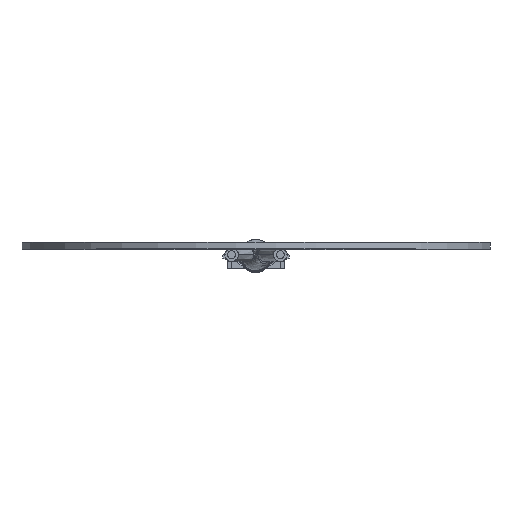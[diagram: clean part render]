
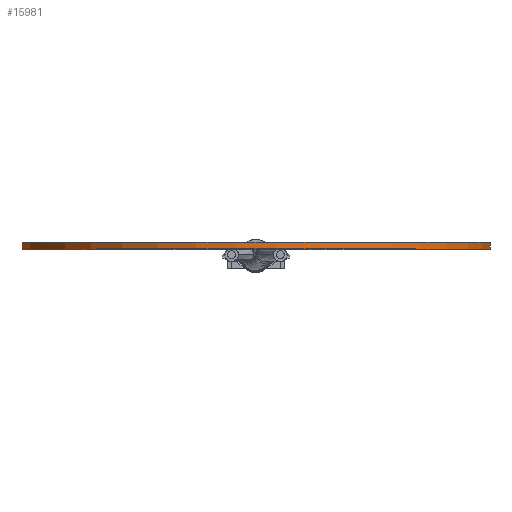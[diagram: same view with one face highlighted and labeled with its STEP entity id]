
A CAD part, top view. The second image highlights one B-rep face of the part: STEP entity #15981.
In plain terms, the highlighted cylindrical face has radius 12 mm (diameter 24 mm), a partial arc.
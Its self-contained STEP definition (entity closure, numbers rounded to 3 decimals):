
#287 = EDGE_LOOP ( 'NONE', ( #15875, #783, #13511, #19934 ) ) ;
#730 = DIRECTION ( 'NONE',  ( 0., 1., 0. ) ) ;
#783 = ORIENTED_EDGE ( 'NONE', *, *, #10569, .T. ) ;
#3043 = EDGE_CURVE ( 'NONE', #8536, #4181, #11519, .T. ) ;
#3103 = CARTESIAN_POINT ( 'NONE',  ( 0.654, 0.975, 117.119 ) ) ;
#3130 = AXIS2_PLACEMENT_3D ( 'NONE', #4392, #7776, #20023 ) ;
#4181 = VERTEX_POINT ( 'NONE', #4590 ) ;
#4392 = CARTESIAN_POINT ( 'NONE',  ( 0.654, 0.685, 117.119 ) ) ;
#4588 = DIRECTION ( 'NONE',  ( 0., 0., 1. ) ) ;
#4590 = CARTESIAN_POINT ( 'NONE',  ( 4.014, 0.975, 105.599 ) ) ;
#5001 = DIRECTION ( 'NONE',  ( 0., -1., 0. ) ) ;
#5113 = LINE ( 'NONE', #9851, #13931 ) ;
#5526 = CARTESIAN_POINT ( 'NONE',  ( 4.014, 0.685, 105.599 ) ) ;
#6211 = VECTOR ( 'NONE', #730, 1000. ) ;
#6239 = DIRECTION ( 'NONE',  ( 0., -1., 0. ) ) ;
#6667 = CIRCLE ( 'NONE', #14226, 12. ) ;
#6719 = VERTEX_POINT ( 'NONE', #17468 ) ;
#7776 = DIRECTION ( 'NONE',  ( 0., 1., 0. ) ) ;
#8536 = VERTEX_POINT ( 'NONE', #11789 ) ;
#9851 = CARTESIAN_POINT ( 'NONE',  ( -2.706, 0.685, 105.599 ) ) ;
#10569 = EDGE_CURVE ( 'NONE', #4181, #6719, #18306, .T. ) ;
#11519 = LINE ( 'NONE', #5526, #6211 ) ;
#11789 = CARTESIAN_POINT ( 'NONE',  ( 4.014, 0.625, 105.599 ) ) ;
#11906 = CARTESIAN_POINT ( 'NONE',  ( -2.706, 0.625, 105.599 ) ) ;
#13364 = CARTESIAN_POINT ( 'NONE',  ( 0.654, 0.625, 117.119 ) ) ;
#13511 = ORIENTED_EDGE ( 'NONE', *, *, #18891, .T. ) ;
#13931 = VECTOR ( 'NONE', #5001, 1000. ) ;
#14226 = AXIS2_PLACEMENT_3D ( 'NONE', #13364, #16677, #19717 ) ;
#15875 = ORIENTED_EDGE ( 'NONE', *, *, #3043, .T. ) ;
#15981 = ADVANCED_FACE ( 'NONE', ( #16786 ), #19722, .T. ) ;
#16677 = DIRECTION ( 'NONE',  ( 0., -1., 0. ) ) ;
#16786 = FACE_OUTER_BOUND ( 'NONE', #287, .T. ) ;
#17468 = CARTESIAN_POINT ( 'NONE',  ( -2.706, 0.975, 105.599 ) ) ;
#18306 = CIRCLE ( 'NONE', #19642, 12. ) ;
#18891 = EDGE_CURVE ( 'NONE', #6719, #19524, #5113, .T. ) ;
#19524 = VERTEX_POINT ( 'NONE', #11906 ) ;
#19642 = AXIS2_PLACEMENT_3D ( 'NONE', #3103, #6239, #4588 ) ;
#19717 = DIRECTION ( 'NONE',  ( 0., 0., 1. ) ) ;
#19722 = CYLINDRICAL_SURFACE ( 'NONE', #3130, 12. ) ;
#19934 = ORIENTED_EDGE ( 'NONE', *, *, #20165, .F. ) ;
#20023 = DIRECTION ( 'NONE',  ( 0., 0., -1. ) ) ;
#20165 = EDGE_CURVE ( 'NONE', #8536, #19524, #6667, .T. ) ;
